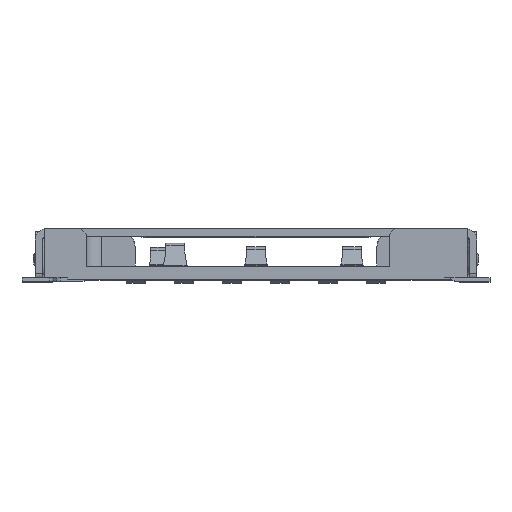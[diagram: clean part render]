
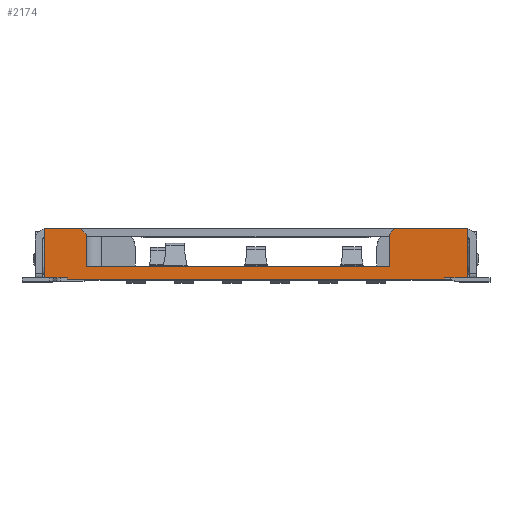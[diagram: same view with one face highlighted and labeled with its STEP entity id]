
A CAD part, top view. The second image highlights one B-rep face of the part: STEP entity #2174.
In plain terms, the highlighted face is planar.
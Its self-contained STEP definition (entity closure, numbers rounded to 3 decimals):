
#2174 = ADVANCED_FACE( 'NONE', ( #4952 ), #4953, .T. );
#4952 = FACE_OUTER_BOUND( '', #9714, .T. );
#4953 = PLANE( '', #9715 );
#9714 = EDGE_LOOP( '', ( #17413, #17414, #17415, #17416, #17417, #17418, #17419, #17420, #17421, #17422, #17423, #17424, #17425, #17426 ) );
#9715 = AXIS2_PLACEMENT_3D( '', #17427, #17428, #17429 );
#17413 = ORIENTED_EDGE( '', *, *, #24605, .F. );
#17414 = ORIENTED_EDGE( '', *, *, #24507, .F. );
#17415 = ORIENTED_EDGE( '', *, *, #24997, .F. );
#17416 = ORIENTED_EDGE( '', *, *, #25680, .T. );
#17417 = ORIENTED_EDGE( '', *, *, #24532, .F. );
#17418 = ORIENTED_EDGE( '', *, *, #25681, .T. );
#17419 = ORIENTED_EDGE( '', *, *, #24806, .T. );
#17420 = ORIENTED_EDGE( '', *, *, #25097, .T. );
#17421 = ORIENTED_EDGE( '', *, *, #25682, .F. );
#17422 = ORIENTED_EDGE( '', *, *, #25683, .T. );
#17423 = ORIENTED_EDGE( '', *, *, #25684, .T. );
#17424 = ORIENTED_EDGE( '', *, *, #25685, .T. );
#17425 = ORIENTED_EDGE( '', *, *, #24013, .F. );
#17426 = ORIENTED_EDGE( '', *, *, #23854, .T. );
#17427 = CARTESIAN_POINT( '', ( -2.357, 0., -0.267 ) );
#17428 = DIRECTION( '', ( 0., -1., 0. ) );
#17429 = DIRECTION( '', ( 0., 0., -1. ) );
#23854 = EDGE_CURVE( 'NONE', #28372, #28373, #28374, .T. );
#24013 = EDGE_CURVE( 'NONE', #28372, #28644, #28645, .T. );
#24507 = EDGE_CURVE( 'NONE', #29482, #29484, #29485, .T. );
#24532 = EDGE_CURVE( 'NONE', #29520, #29523, #29524, .T. );
#24605 = EDGE_CURVE( 'NONE', #29484, #28373, #29647, .T. );
#24806 = EDGE_CURVE( 'NONE', #29968, #29973, #29975, .T. );
#24997 = EDGE_CURVE( 'NONE', #30269, #29482, #30270, .T. );
#25097 = EDGE_CURVE( 'NONE', #29973, #30420, #30422, .T. );
#25680 = EDGE_CURVE( 'NONE', #30269, #29523, #31298, .T. );
#25681 = EDGE_CURVE( 'NONE', #29520, #29968, #31299, .T. );
#25682 = EDGE_CURVE( 'NONE', #31300, #30420, #31301, .T. );
#25683 = EDGE_CURVE( 'NONE', #31300, #31302, #31303, .T. );
#25684 = EDGE_CURVE( 'NONE', #31302, #31304, #31305, .T. );
#25685 = EDGE_CURVE( 'NONE', #31304, #28644, #31306, .T. );
#28372 = VERTEX_POINT( 'NONE', #35144 );
#28373 = VERTEX_POINT( 'NONE', #35145 );
#28374 = LINE( '', #35146, #35147 );
#28644 = VERTEX_POINT( 'NONE', #35607 );
#28645 = LINE( '', #35608, #35609 );
#29482 = VERTEX_POINT( 'NONE', #36981 );
#29484 = VERTEX_POINT( 'NONE', #36984 );
#29485 = LINE( '', #36985, #36986 );
#29520 = VERTEX_POINT( 'NONE', #37103 );
#29523 = VERTEX_POINT( 'NONE', #37107 );
#29524 = LINE( '', #37108, #37109 );
#29647 = LINE( '', #37283, #37284 );
#29968 = VERTEX_POINT( 'NONE', #37934 );
#29973 = VERTEX_POINT( 'NONE', #37941 );
#29975 = LINE( '', #37944, #37945 );
#30269 = VERTEX_POINT( 'NONE', #38381 );
#30270 = LINE( '', #38382, #38383 );
#30420 = VERTEX_POINT( 'NONE', #38751 );
#30422 = LINE( '', #38754, #38755 );
#31298 = LINE( '', #40260, #40261 );
#31299 = LINE( '', #40262, #40263 );
#31300 = VERTEX_POINT( 'NONE', #40264 );
#31301 = LINE( '', #40265, #40266 );
#31302 = VERTEX_POINT( 'NONE', #40267 );
#31303 = LINE( '', #40268, #40269 );
#31304 = VERTEX_POINT( 'NONE', #40270 );
#31305 = LINE( '', #40271, #40272 );
#31306 = LINE( '', #40273, #40274 );
#35144 = CARTESIAN_POINT( '', ( 5.6, 0., -0.3 ) );
#35145 = CARTESIAN_POINT( '', ( 5.6, 0., 1. ) );
#35146 = CARTESIAN_POINT( '', ( 5.6, 0., 0.325 ) );
#35147 = VECTOR( '', #44534, 1000. );
#35607 = CARTESIAN_POINT( '', ( 5., 0., -0.3 ) );
#35608 = CARTESIAN_POINT( '', ( 0., 0., -0.3 ) );
#35609 = VECTOR( '', #44703, 1000. );
#36981 = CARTESIAN_POINT( '', ( 3.53, 0., 0.85 ) );
#36984 = CARTESIAN_POINT( '', ( 3.68, 0., 1. ) );
#36985 = CARTESIAN_POINT( '', ( 3.695, 0., 1.015 ) );
#36986 = VECTOR( '', #45230, 1000. );
#37103 = CARTESIAN_POINT( '', ( -4.5, 0., 0.85 ) );
#37107 = CARTESIAN_POINT( '', ( -4.5, 0., 0. ) );
#37108 = CARTESIAN_POINT( '', ( -4.5, 0., 0.325 ) );
#37109 = VECTOR( '', #45252, 1000. );
#37283 = CARTESIAN_POINT( '', ( 0., 0., 1. ) );
#37284 = VECTOR( '', #45331, 1000. );
#37934 = CARTESIAN_POINT( '', ( -4.65, 0., 1. ) );
#37941 = CARTESIAN_POINT( '', ( -5.6, 0., 1. ) );
#37944 = CARTESIAN_POINT( '', ( -5.125, 0., 1. ) );
#37945 = VECTOR( '', #45513, 1000. );
#38381 = CARTESIAN_POINT( '', ( 3.53, 0., 0. ) );
#38382 = CARTESIAN_POINT( '', ( 3.53, 0., 0.325 ) );
#38383 = VECTOR( '', #45677, 1000. );
#38751 = CARTESIAN_POINT( '', ( -5.6, 0., -0.3 ) );
#38754 = CARTESIAN_POINT( '', ( -5.6, 0., 0.325 ) );
#38755 = VECTOR( '', #45774, 1000. );
#40260 = CARTESIAN_POINT( '', ( -5.824, 0., 0. ) );
#40261 = VECTOR( '', #46318, 1000. );
#40262 = CARTESIAN_POINT( '', ( -4.575, 0., 0.925 ) );
#40263 = VECTOR( '', #46319, 1000. );
#40264 = CARTESIAN_POINT( '', ( -5., 0., -0.3 ) );
#40265 = CARTESIAN_POINT( '', ( 0., 0., -0.3 ) );
#40266 = VECTOR( '', #46320, 1000. );
#40267 = CARTESIAN_POINT( '', ( -5., 0., -0.35 ) );
#40268 = CARTESIAN_POINT( '', ( -5., 0., -0.325 ) );
#40269 = VECTOR( '', #46321, 1000. );
#40270 = CARTESIAN_POINT( '', ( 5., 0., -0.35 ) );
#40271 = CARTESIAN_POINT( '', ( -5.824, 0., -0.35 ) );
#40272 = VECTOR( '', #46322, 1000. );
#40273 = CARTESIAN_POINT( '', ( 5., 0., -0.325 ) );
#40274 = VECTOR( '', #46323, 1000. );
#44534 = DIRECTION( '', ( 0., 0., 1. ) );
#44703 = DIRECTION( '', ( -1., 0., 0. ) );
#45230 = DIRECTION( '', ( 0.707, 0., 0.707 ) );
#45252 = DIRECTION( '', ( 0., 0., -1. ) );
#45331 = DIRECTION( '', ( 1., 0., 0. ) );
#45513 = DIRECTION( '', ( -1., 0., 0. ) );
#45677 = DIRECTION( '', ( 0., 0., 1. ) );
#45774 = DIRECTION( '', ( 0., 0., -1. ) );
#46318 = DIRECTION( '', ( -1., 0., 0. ) );
#46319 = DIRECTION( '', ( -0.707, 0., 0.707 ) );
#46320 = DIRECTION( '', ( -1., 0., 0. ) );
#46321 = DIRECTION( '', ( 0., 0., -1. ) );
#46322 = DIRECTION( '', ( 1., 0., 0. ) );
#46323 = DIRECTION( '', ( 0., 0., 1. ) );
